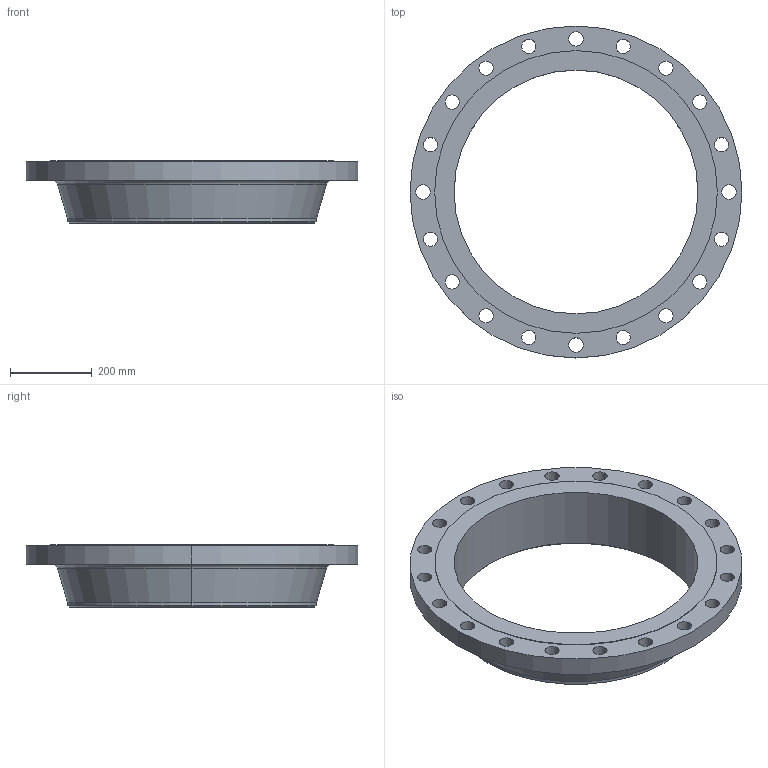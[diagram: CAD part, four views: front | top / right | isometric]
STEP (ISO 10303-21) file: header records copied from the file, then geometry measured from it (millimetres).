
FILE_DESCRIPTION (( 'STEP AP203' ), '1' );
FILE_NAME ('24_150_B165_RF_WNF_OB_S10.STEP', '2024-01-16T23:06:16', ( '' ), ( '' ), 'SwSTEP 2.0', 'SolidWorks 2023', '' );
FILE_SCHEMA (( 'CONFIG_CONTROL_DESIGN' ));
Length unit declared in the file: inch
Products named in the file (1): 24_150_B165_RF_WNF_OB_S10
Bounding box: 812.8 x 812.8 x 152.4 mm (x, y, z)
Volume: 14048249.7 mm3; surface area: 1099534.6 mm2
Topology: 1 solids, 1 shells, 58 faces, 156 edges, 102 vertices
Faces by surface type: cylinder 48, cone 4, plane 4, torus 2
Entity records: 2039 total; most frequent: DIRECTION 378, CARTESIAN_POINT 317, ORIENTED_EDGE 312, AXIS2_PLACEMENT_3D 163, EDGE_CURVE 156, CIRCLE 104, VERTEX_POINT 102, EDGE_LOOP 102
